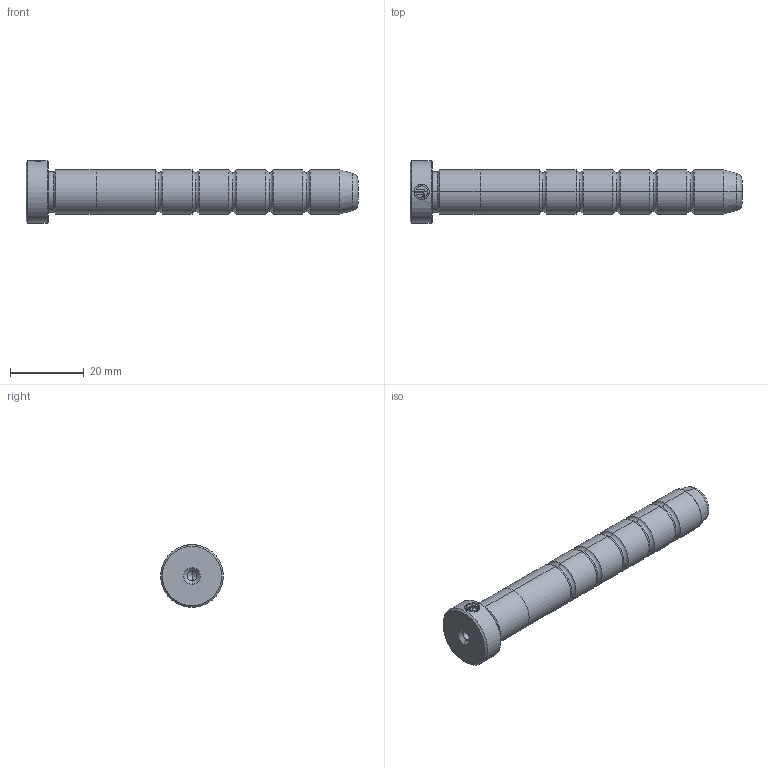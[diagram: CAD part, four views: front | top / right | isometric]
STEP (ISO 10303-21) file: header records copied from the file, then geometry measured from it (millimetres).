
FILE_DESCRIPTION (( 'STEP AP214' ), '1' );
FILE_NAME ('SPN-d12-L90.step', '2021-11-03T06:51:25', ( 'User' ), ( 'china' ), 'SwSTEP 2.0', 'SolidWorks 2016', '' );
FILE_SCHEMA (( 'AUTOMOTIVE_DESIGN' ));
Length unit declared in the file: millimetre
Products named in the file (1): SPN-d12-L90
Bounding box: 90 x 17 x 17 mm (x, y, z)
Volume: 10153.6 mm3; surface area: 4231.1 mm2
Topology: 1 solids, 1 shells, 91 faces, 202 edges, 114 vertices
Faces by surface type: cylinder 35, torus 26, cone 18, plane 12
Entity records: 2728 total; most frequent: CARTESIAN_POINT 652, DIRECTION 456, ORIENTED_EDGE 396, EDGE_CURVE 198, AXIS2_PLACEMENT_3D 194, VERTEX_POINT 114, CIRCLE 102, EDGE_LOOP 96
